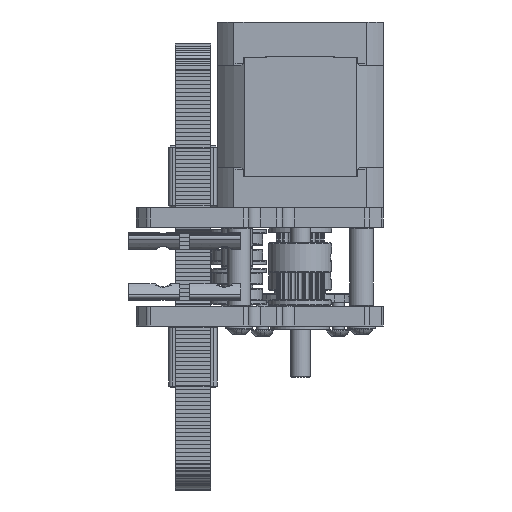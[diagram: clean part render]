
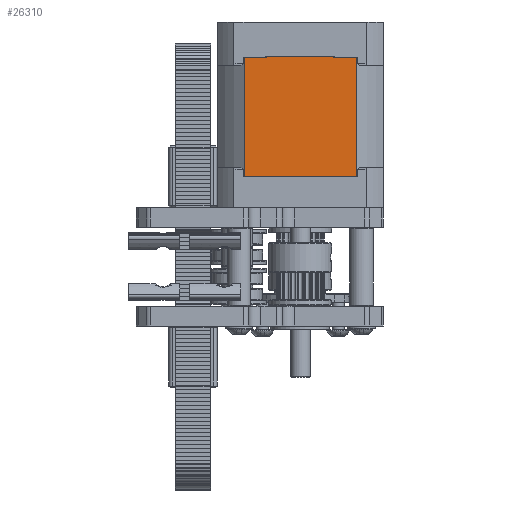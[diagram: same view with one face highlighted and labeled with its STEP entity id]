
A CAD part, left-side view. The second image highlights one B-rep face of the part: STEP entity #26310.
In plain terms, the highlighted planar face has unit normal (-1, 0, 0).
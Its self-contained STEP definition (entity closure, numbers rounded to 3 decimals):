
#1715=PLANE('',#28769);
#3362=FACE_OUTER_BOUND('',#4839,.T.);
#4839=EDGE_LOOP('',(#24588,#24589,#24590,#24591,#24592,#24593,#24594,#24595,
#24596,#24597,#24598,#24599));
#7495=LINE('',#44761,#10316);
#7498=LINE('',#44772,#10319);
#7500=LINE('',#44781,#10321);
#7502=LINE('',#44785,#10323);
#7504=LINE('',#44788,#10325);
#7703=LINE('',#45462,#10524);
#7705=LINE('',#45469,#10526);
#7706=LINE('',#45471,#10527);
#7707=LINE('',#45473,#10528);
#7708=LINE('',#45475,#10529);
#7709=LINE('',#45477,#10530);
#7710=LINE('',#45478,#10531);
#10316=VECTOR('',#35270,30.2);
#10319=VECTOR('',#35279,0.1);
#10321=VECTOR('',#35287,0.1);
#10323=VECTOR('',#35293,5.724);
#10325=VECTOR('',#35297,5.724);
#10524=VECTOR('',#35952,17.012);
#10526=VECTOR('',#35960,0.1);
#10527=VECTOR('',#35961,5.724);
#10528=VECTOR('',#35962,30.2);
#10529=VECTOR('',#35963,5.724);
#10530=VECTOR('',#35964,0.1);
#10531=VECTOR('',#35965,17.012);
#13491=VERTEX_POINT('',#44758);
#13492=VERTEX_POINT('',#44760);
#13496=VERTEX_POINT('',#44769);
#13497=VERTEX_POINT('',#44771);
#13500=VERTEX_POINT('',#44778);
#13501=VERTEX_POINT('',#44780);
#13718=VERTEX_POINT('',#45460);
#13720=VERTEX_POINT('',#45468);
#13721=VERTEX_POINT('',#45470);
#13722=VERTEX_POINT('',#45472);
#13723=VERTEX_POINT('',#45474);
#13724=VERTEX_POINT('',#45476);
#17033=EDGE_CURVE('',#13492,#13491,#7495,.T.);
#17038=EDGE_CURVE('',#13497,#13496,#7498,.T.);
#17042=EDGE_CURVE('',#13501,#13500,#7500,.T.);
#17045=EDGE_CURVE('',#13491,#13501,#7502,.T.);
#17047=EDGE_CURVE('',#13496,#13492,#7504,.T.);
#17368=EDGE_CURVE('',#13500,#13718,#7703,.T.);
#17371=EDGE_CURVE('',#13718,#13720,#7705,.T.);
#17372=EDGE_CURVE('',#13721,#13720,#7706,.T.);
#17373=EDGE_CURVE('',#13722,#13721,#7707,.T.);
#17374=EDGE_CURVE('',#13723,#13722,#7708,.T.);
#17375=EDGE_CURVE('',#13723,#13724,#7709,.T.);
#17376=EDGE_CURVE('',#13724,#13497,#7710,.T.);
#24588=ORIENTED_EDGE('',*,*,#17368,.T.);
#24589=ORIENTED_EDGE('',*,*,#17371,.T.);
#24590=ORIENTED_EDGE('',*,*,#17372,.F.);
#24591=ORIENTED_EDGE('',*,*,#17373,.F.);
#24592=ORIENTED_EDGE('',*,*,#17374,.F.);
#24593=ORIENTED_EDGE('',*,*,#17375,.T.);
#24594=ORIENTED_EDGE('',*,*,#17376,.T.);
#24595=ORIENTED_EDGE('',*,*,#17038,.T.);
#24596=ORIENTED_EDGE('',*,*,#17047,.T.);
#24597=ORIENTED_EDGE('',*,*,#17033,.T.);
#24598=ORIENTED_EDGE('',*,*,#17045,.T.);
#24599=ORIENTED_EDGE('',*,*,#17042,.T.);
#26310=ADVANCED_FACE('',(#3362),#1715,.T.);
#28769=AXIS2_PLACEMENT_3D('',#45467,#35958,#35959);
#35270=DIRECTION('',(0.,0.,-1.));
#35279=DIRECTION('',(0.,0.,-1.));
#35287=DIRECTION('',(0.,0.,-1.));
#35293=DIRECTION('',(0.,-1.,0.));
#35297=DIRECTION('',(0.,1.,0.));
#35952=DIRECTION('',(0.,-1.,0.));
#35958=DIRECTION('center_axis',(-1.,0.,0.));
#35959=DIRECTION('ref_axis',(0.,0.,1.));
#35960=DIRECTION('',(0.,0.,1.));
#35961=DIRECTION('',(0.,1.,0.));
#35962=DIRECTION('',(0.,0.,-1.));
#35963=DIRECTION('',(0.,-1.,0.));
#35964=DIRECTION('',(0.,0.,1.));
#35965=DIRECTION('',(0.,1.,0.));
#44758=CARTESIAN_POINT('',(-21.1,14.23,-19.54));
#44760=CARTESIAN_POINT('',(-21.1,14.23,10.66));
#44761=CARTESIAN_POINT('',(-21.1,14.23,10.66));
#44769=CARTESIAN_POINT('',(-21.1,8.506,10.66));
#44771=CARTESIAN_POINT('',(-21.1,8.506,10.76));
#44772=CARTESIAN_POINT('',(-21.1,8.506,10.76));
#44778=CARTESIAN_POINT('',(-21.1,8.506,-19.64));
#44780=CARTESIAN_POINT('',(-21.1,8.506,-19.54));
#44781=CARTESIAN_POINT('',(-21.1,8.506,-19.54));
#44785=CARTESIAN_POINT('',(-21.1,14.23,-19.54));
#44788=CARTESIAN_POINT('',(-21.1,8.506,10.66));
#45460=CARTESIAN_POINT('',(-21.1,-8.506,-19.64));
#45462=CARTESIAN_POINT('',(-21.1,8.506,-19.64));
#45467=CARTESIAN_POINT('Origin',(-21.1,-14.231,-19.641));
#45468=CARTESIAN_POINT('',(-21.1,-8.506,-19.54));
#45469=CARTESIAN_POINT('',(-21.1,-8.506,-19.64));
#45470=CARTESIAN_POINT('',(-21.1,-14.23,-19.54));
#45471=CARTESIAN_POINT('',(-21.1,-14.23,-19.54));
#45472=CARTESIAN_POINT('',(-21.1,-14.23,10.66));
#45473=CARTESIAN_POINT('',(-21.1,-14.23,10.66));
#45474=CARTESIAN_POINT('',(-21.1,-8.506,10.66));
#45475=CARTESIAN_POINT('',(-21.1,-8.506,10.66));
#45476=CARTESIAN_POINT('',(-21.1,-8.506,10.76));
#45477=CARTESIAN_POINT('',(-21.1,-8.506,10.66));
#45478=CARTESIAN_POINT('',(-21.1,-8.506,10.76));
